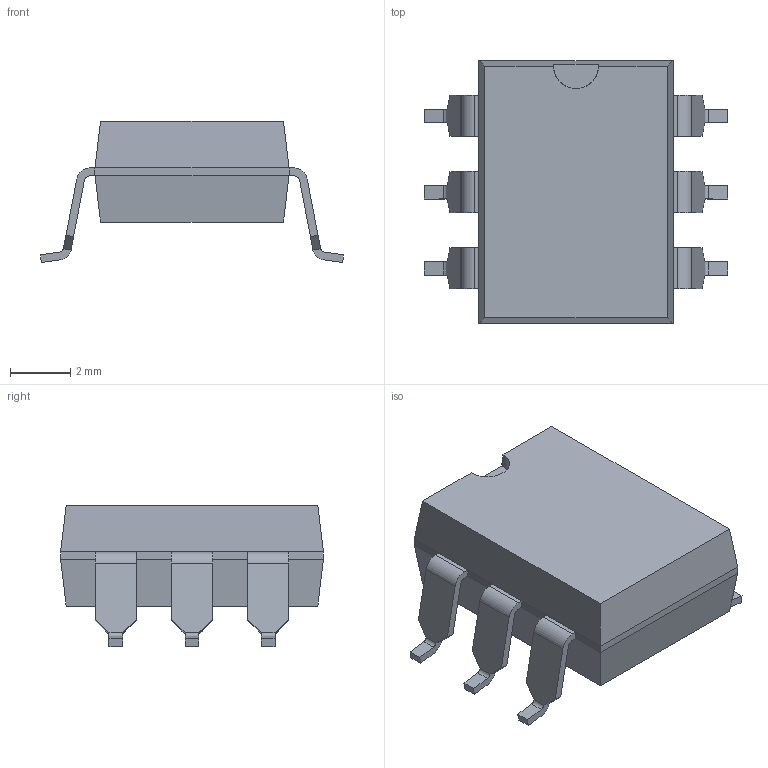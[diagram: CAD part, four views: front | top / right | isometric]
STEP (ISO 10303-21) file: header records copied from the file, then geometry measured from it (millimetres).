
FILE_DESCRIPTION((''),'2;1');
FILE_NAME('CLARE_LCA717S.stp','2013-08-14T13:54:35',(''),(''),'Mechanical Desktop 2011','Mechanical Desktop 2011',', , ');
FILE_SCHEMA(('AUTOMOTIVE_DESIGN { 1 2 10303 214 1 1 1 1 }'));
Length unit declared in the file: millimetre
Products named in the file (1): Product
Bounding box: 10.11 x 8.76 x 4.7 mm (x, y, z)
Volume: 187.3 mm3; surface area: 270.6 mm2
Topology: 7 solids, 7 shells, 124 faces, 298 edges, 188 vertices
Faces by surface type: bspline 60, plane 51, cylinder 13
Entity records: 3740 total; most frequent: CARTESIAN_POINT 959, ORIENTED_EDGE 596, DIRECTION 480, EDGE_CURVE 298, VECTOR 246, LINE 246, VERTEX_POINT 188, EDGE_LOOP 124
